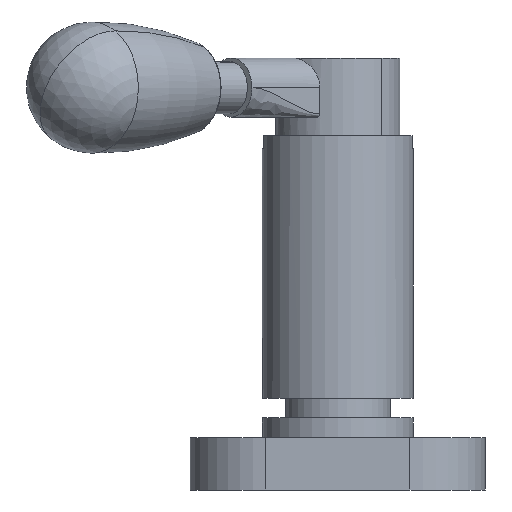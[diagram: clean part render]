
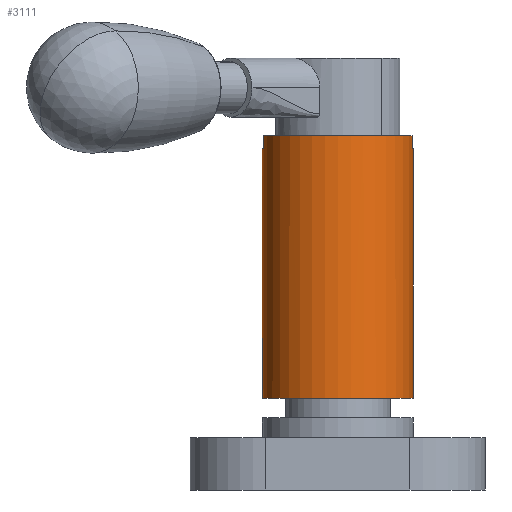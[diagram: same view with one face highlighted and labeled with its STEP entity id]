
A CAD part, left-side view. The second image highlights one B-rep face of the part: STEP entity #3111.
In plain terms, the highlighted cylindrical face has radius 11.5 mm (diameter 23 mm), a partial arc.
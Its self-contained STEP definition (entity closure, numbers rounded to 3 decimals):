
#26 = DIRECTION ( 'NONE',  ( 0., 0., 1. ) ) ;
#94 = ORIENTED_EDGE ( 'NONE', *, *, #301, .F. ) ;
#97 = CARTESIAN_POINT ( 'NONE',  ( 0., -11.5, 0. ) ) ;
#163 = ORIENTED_EDGE ( 'NONE', *, *, #2535, .F. ) ;
#301 = EDGE_CURVE ( 'NONE', #3888, #1982, #4275, .T. ) ;
#347 = VERTEX_POINT ( 'NONE', #3513 ) ;
#376 = ORIENTED_EDGE ( 'NONE', *, *, #2676, .T. ) ;
#409 = DIRECTION ( 'NONE',  ( 0., 0., 1. ) ) ;
#488 = CIRCLE ( 'NONE', #4798, 11.5 ) ;
#519 = VERTEX_POINT ( 'NONE', #2453 ) ;
#561 = DIRECTION ( 'NONE',  ( 0., 1., 0. ) ) ;
#573 = VECTOR ( 'NONE', #4321, 1000. ) ;
#678 = CARTESIAN_POINT ( 'NONE',  ( 0., 0., 38. ) ) ;
#735 = VECTOR ( 'NONE', #26, 1000. ) ;
#844 = AXIS2_PLACEMENT_3D ( 'NONE', #5049, #2966, #1387 ) ;
#864 = CARTESIAN_POINT ( 'NONE',  ( 0., 0., 38. ) ) ;
#896 = LINE ( 'NONE', #2476, #2248 ) ;
#940 = DIRECTION ( 'NONE',  ( 0., 1., 0. ) ) ;
#976 = AXIS2_PLACEMENT_3D ( 'NONE', #678, #3435, #1496 ) ;
#1010 = LINE ( 'NONE', #5004, #2852 ) ;
#1060 = DIRECTION ( 'NONE',  ( 0., 0., -1. ) ) ;
#1067 = LINE ( 'NONE', #3902, #573 ) ;
#1205 = DIRECTION ( 'NONE',  ( 0., 1., 0. ) ) ;
#1286 = EDGE_CURVE ( 'NONE', #3888, #1616, #2710, .T. ) ;
#1328 = EDGE_LOOP ( 'NONE', ( #163, #2638, #376, #3592, #94, #3884, #2721, #4396 ) ) ;
#1387 = DIRECTION ( 'NONE',  ( 0., -1., 0. ) ) ;
#1496 = DIRECTION ( 'NONE',  ( 0., 1., 0. ) ) ;
#1616 = VERTEX_POINT ( 'NONE', #2075 ) ;
#1680 = EDGE_CURVE ( 'NONE', #519, #2064, #896, .T. ) ;
#1982 = VERTEX_POINT ( 'NONE', #3257 ) ;
#1999 = CIRCLE ( 'NONE', #3348, 11.5 ) ;
#2064 = VERTEX_POINT ( 'NONE', #2897 ) ;
#2075 = CARTESIAN_POINT ( 'NONE',  ( -2.1, -11.307, 40. ) ) ;
#2112 = VERTEX_POINT ( 'NONE', #97 ) ;
#2248 = VECTOR ( 'NONE', #4106, 1000. ) ;
#2286 = EDGE_CURVE ( 'NONE', #519, #1616, #488, .T. ) ;
#2407 = VERTEX_POINT ( 'NONE', #4326 ) ;
#2453 = CARTESIAN_POINT ( 'NONE',  ( -2.1, 11.307, 40. ) ) ;
#2476 = CARTESIAN_POINT ( 'NONE',  ( -2.1, 11.307, 40. ) ) ;
#2535 = EDGE_CURVE ( 'NONE', #347, #2064, #1999, .T. ) ;
#2638 = ORIENTED_EDGE ( 'NONE', *, *, #4175, .T. ) ;
#2676 = EDGE_CURVE ( 'NONE', #2407, #2112, #3958, .T. ) ;
#2710 = LINE ( 'NONE', #4339, #735 ) ;
#2721 = ORIENTED_EDGE ( 'NONE', *, *, #2286, .F. ) ;
#2852 = VECTOR ( 'NONE', #1060, 1000. ) ;
#2897 = CARTESIAN_POINT ( 'NONE',  ( -2.1, 11.307, 38. ) ) ;
#2947 = CARTESIAN_POINT ( 'NONE',  ( -2.1, -11.307, 38. ) ) ;
#2966 = DIRECTION ( 'NONE',  ( 0., 0., -1. ) ) ;
#3111 = ADVANCED_FACE ( 'NONE', ( #4979 ), #4580, .T. ) ;
#3257 = CARTESIAN_POINT ( 'NONE',  ( 0., -11.5, 38. ) ) ;
#3348 = AXIS2_PLACEMENT_3D ( 'NONE', #864, #4171, #940 ) ;
#3435 = DIRECTION ( 'NONE',  ( 0., 0., 1. ) ) ;
#3513 = CARTESIAN_POINT ( 'NONE',  ( 0., 11.5, 38. ) ) ;
#3592 = ORIENTED_EDGE ( 'NONE', *, *, #4573, .F. ) ;
#3870 = CARTESIAN_POINT ( 'NONE',  ( 0., 0., 0. ) ) ;
#3884 = ORIENTED_EDGE ( 'NONE', *, *, #1286, .T. ) ;
#3888 = VERTEX_POINT ( 'NONE', #2947 ) ;
#3902 = CARTESIAN_POINT ( 'NONE',  ( 0., 11.5, 40. ) ) ;
#3958 = CIRCLE ( 'NONE', #5131, 11.5 ) ;
#4040 = CARTESIAN_POINT ( 'NONE',  ( 0., 0., 40. ) ) ;
#4106 = DIRECTION ( 'NONE',  ( 0., 0., -1. ) ) ;
#4171 = DIRECTION ( 'NONE',  ( 0., 0., 1. ) ) ;
#4175 = EDGE_CURVE ( 'NONE', #347, #2407, #1067, .T. ) ;
#4275 = CIRCLE ( 'NONE', #976, 11.5 ) ;
#4321 = DIRECTION ( 'NONE',  ( 0., 0., -1. ) ) ;
#4326 = CARTESIAN_POINT ( 'NONE',  ( 0., 11.5, 0. ) ) ;
#4339 = CARTESIAN_POINT ( 'NONE',  ( -2.1, -11.307, 40. ) ) ;
#4396 = ORIENTED_EDGE ( 'NONE', *, *, #1680, .T. ) ;
#4573 = EDGE_CURVE ( 'NONE', #1982, #2112, #1010, .T. ) ;
#4580 = CYLINDRICAL_SURFACE ( 'NONE', #844, 11.5 ) ;
#4684 = DIRECTION ( 'NONE',  ( 0., 0., 1. ) ) ;
#4798 = AXIS2_PLACEMENT_3D ( 'NONE', #4040, #409, #1205 ) ;
#4979 = FACE_OUTER_BOUND ( 'NONE', #1328, .T. ) ;
#5004 = CARTESIAN_POINT ( 'NONE',  ( 0., -11.5, 40. ) ) ;
#5049 = CARTESIAN_POINT ( 'NONE',  ( 0., 0., 40. ) ) ;
#5131 = AXIS2_PLACEMENT_3D ( 'NONE', #3870, #4684, #561 ) ;
